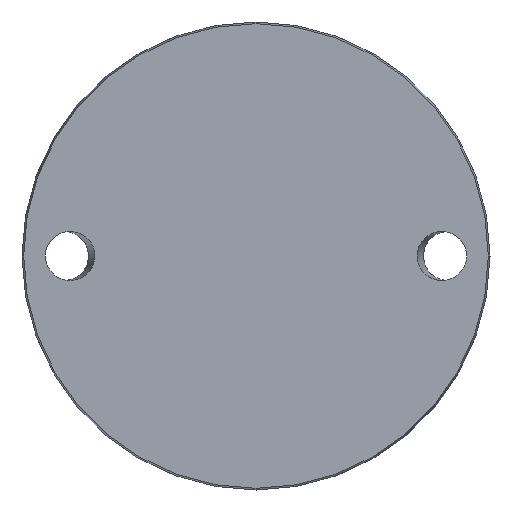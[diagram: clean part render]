
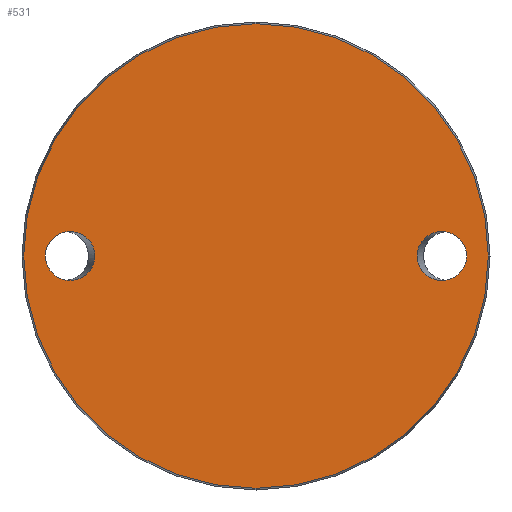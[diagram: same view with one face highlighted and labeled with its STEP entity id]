
A CAD part, front view. The second image highlights one B-rep face of the part: STEP entity #531.
In plain terms, the highlighted planar face has unit normal (0, -1, 0).
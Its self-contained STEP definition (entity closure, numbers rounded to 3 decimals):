
#14 = PLANE ( 'NONE',  #834 ) ;
#78 = CARTESIAN_POINT ( 'NONE',  ( 0., 0., -78.425 ) ) ;
#89 = CARTESIAN_POINT ( 'NONE',  ( -78.425, 0., 0. ) ) ;
#111 = CARTESIAN_POINT ( 'NONE',  ( 71.115, 0., -16.5 ) ) ;
#138 = VERTEX_POINT ( 'NONE', #782 ) ;
#171 = FACE_BOUND ( 'NONE', #797, .T. ) ;
#182 = EDGE_CURVE ( 'NONE', #443, #443, #720, .T. ) ;
#248 = CARTESIAN_POINT ( 'NONE',  ( 71.115, 0., 16.5 ) ) ;
#259 = CARTESIAN_POINT ( 'NONE',  ( -71.115, 0., 0. ) ) ;
#279 = CARTESIAN_POINT ( 'NONE',  ( -54.385, 0., 0. ) ) ;
#299 = VERTEX_POINT ( 'NONE', #78 ) ;
#312 = EDGE_LOOP ( 'NONE', ( #687 ) ) ;
#326 = CARTESIAN_POINT ( 'NONE',  ( 54.385, 0., 0. ) ) ;
#348 = ORIENTED_EDGE ( 'NONE', *, *, #564, .F. ) ;
#355 = CARTESIAN_POINT ( 'NONE',  ( -54.385, 0., -16.5 ) ) ;
#361 = CARTESIAN_POINT ( 'NONE',  ( -71.115, 0., 16.5 ) ) ;
#375 = CARTESIAN_POINT ( 'NONE',  ( 0., 0., 0. ) ) ;
#405 = DIRECTION ( 'NONE',  ( 0., 0., 1. ) ) ;
#436 = CARTESIAN_POINT ( 'NONE',  ( -71.115, 0., 0. ) ) ;
#443 = VERTEX_POINT ( 'NONE', #259 ) ;
#462 = DIRECTION ( 'NONE',  ( 0., 0., -1. ) ) ;
#491 = CARTESIAN_POINT ( 'NONE',  ( 71.115, 0., 0. ) ) ;
#496 =( BOUNDED_CURVE ( )  B_SPLINE_CURVE ( 3, ( #326, #743, #111, #491, #248, #646, #988 ),
 .UNSPECIFIED., .T., .F. ) 
 B_SPLINE_CURVE_WITH_KNOTS ( ( 4, 3, 4 ),
 ( 0., 3.142, 6.283 ),
 .UNSPECIFIED. ) 
 CURVE ( )  GEOMETRIC_REPRESENTATION_ITEM ( )  RATIONAL_B_SPLINE_CURVE ( ( 1., 0.333, 0.333, 1., 0.333, 0.333, 1. ) ) 
 REPRESENTATION_ITEM ( '' )  );
#530 = CARTESIAN_POINT ( 'NONE',  ( -71.115, 0., -16.5 ) ) ;
#531 = ADVANCED_FACE ( 'NONE', ( #171, #589, #915 ), #14, .F. ) ;
#564 = EDGE_CURVE ( 'NONE', #138, #138, #496, .T. ) ;
#589 = FACE_BOUND ( 'NONE', #642, .T. ) ;
#601 = CARTESIAN_POINT ( 'NONE',  ( -54.385, 0., 16.5 ) ) ;
#642 = EDGE_LOOP ( 'NONE', ( #348 ) ) ;
#646 = CARTESIAN_POINT ( 'NONE',  ( 54.385, 0., 16.5 ) ) ;
#687 = ORIENTED_EDGE ( 'NONE', *, *, #754, .T. ) ;
#720 =( BOUNDED_CURVE ( )  B_SPLINE_CURVE ( 3, ( #436, #361, #601, #279, #355, #530, #985 ),
 .UNSPECIFIED., .T., .T. ) 
 B_SPLINE_CURVE_WITH_KNOTS ( ( 4, 3, 4 ),
 ( 0., 3.142, 6.283 ),
 .UNSPECIFIED. ) 
 CURVE ( )  GEOMETRIC_REPRESENTATION_ITEM ( )  RATIONAL_B_SPLINE_CURVE ( ( 1., 0.333, 0.333, 1., 0.333, 0.333, 1. ) ) 
 REPRESENTATION_ITEM ( '' )  );
#743 = CARTESIAN_POINT ( 'NONE',  ( 54.385, 0., -16.5 ) ) ;
#754 = EDGE_CURVE ( 'NONE', #299, #299, #805, .T. ) ;
#782 = CARTESIAN_POINT ( 'NONE',  ( 54.385, 0., 0. ) ) ;
#797 = EDGE_LOOP ( 'NONE', ( #839 ) ) ;
#805 = CIRCLE ( 'NONE', #821, 78.425 ) ;
#821 = AXIS2_PLACEMENT_3D ( 'NONE', #375, #1022, #462 ) ;
#830 = DIRECTION ( 'NONE',  ( 0., 1., 0. ) ) ;
#834 = AXIS2_PLACEMENT_3D ( 'NONE', #89, #830, #405 ) ;
#839 = ORIENTED_EDGE ( 'NONE', *, *, #182, .T. ) ;
#915 = FACE_OUTER_BOUND ( 'NONE', #312, .T. ) ;
#985 = CARTESIAN_POINT ( 'NONE',  ( -71.115, 0., 0. ) ) ;
#988 = CARTESIAN_POINT ( 'NONE',  ( 54.385, 0., 0. ) ) ;
#1022 = DIRECTION ( 'NONE',  ( 0., -1., 0. ) ) ;
